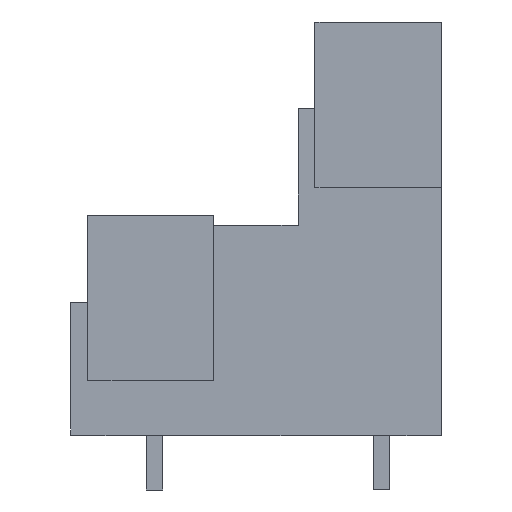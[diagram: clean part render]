
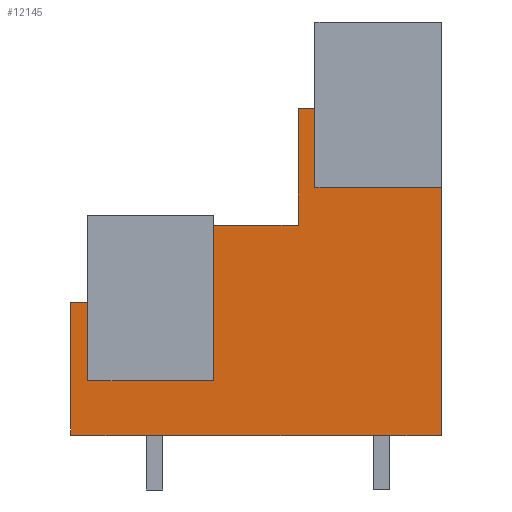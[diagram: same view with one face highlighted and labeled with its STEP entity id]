
A CAD part, left-side view. The second image highlights one B-rep face of the part: STEP entity #12145.
In plain terms, the highlighted planar face has unit normal (-1, 0, 0).
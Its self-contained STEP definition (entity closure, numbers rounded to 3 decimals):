
#12030=AXIS2_PLACEMENT_3D('Plane Axis2P3D',#12027,#12028,#12029) ;
#10143=CARTESIAN_POINT('Vertex',(0.7,7.5,22.6)) ;
#10146=CARTESIAN_POINT('Line Origine',(0.7,7.5,20.275)) ;
#10150=CARTESIAN_POINT('Vertex',(0.7,7.5,17.95)) ;
#10570=CARTESIAN_POINT('Vertex',(0.7,0.,17.95)) ;
#10573=CARTESIAN_POINT('Line Origine',(0.7,0.,10.575)) ;
#10577=CARTESIAN_POINT('Vertex',(0.7,0.,3.2)) ;
#12011=CARTESIAN_POINT('Vertex',(0.7,8.5,22.6)) ;
#12014=CARTESIAN_POINT('Line Origine',(0.7,8.,22.6)) ;
#12027=CARTESIAN_POINT('Axis2P3D Location',(0.7,0.,3.6)) ;
#12032=CARTESIAN_POINT('Line Origine',(0.7,17.,3.2)) ;
#12036=CARTESIAN_POINT('Vertex',(0.7,15.,3.2)) ;
#12038=CARTESIAN_POINT('Vertex',(0.7,19.,3.2)) ;
#12041=CARTESIAN_POINT('Line Origine',(0.7,10.5,3.2)) ;
#12045=CARTESIAN_POINT('Vertex',(0.7,6.,3.2)) ;
#12048=CARTESIAN_POINT('Line Origine',(0.7,4.5,3.2)) ;
#12052=CARTESIAN_POINT('Vertex',(0.7,3.,3.2)) ;
#12055=CARTESIAN_POINT('Line Origine',(0.7,1.5,3.2)) ;
#12060=CARTESIAN_POINT('Line Origine',(0.7,3.75,17.95)) ;
#12065=CARTESIAN_POINT('Line Origine',(0.7,8.5,19.15)) ;
#12069=CARTESIAN_POINT('Vertex',(0.7,8.5,15.7)) ;
#12072=CARTESIAN_POINT('Line Origine',(0.7,11.013,15.7)) ;
#12076=CARTESIAN_POINT('Vertex',(0.7,13.525,15.7)) ;
#12079=CARTESIAN_POINT('Line Origine',(0.7,13.525,11.075)) ;
#12083=CARTESIAN_POINT('Vertex',(0.7,13.525,6.45)) ;
#12086=CARTESIAN_POINT('Line Origine',(0.7,17.25,6.45)) ;
#12090=CARTESIAN_POINT('Vertex',(0.7,20.975,6.45)) ;
#12093=CARTESIAN_POINT('Line Origine',(0.7,20.975,8.775)) ;
#12097=CARTESIAN_POINT('Vertex',(0.7,20.975,11.1)) ;
#12100=CARTESIAN_POINT('Line Origine',(0.7,21.487,11.1)) ;
#12104=CARTESIAN_POINT('Vertex',(0.7,22.,11.1)) ;
#12107=CARTESIAN_POINT('Line Origine',(0.7,22.,7.35)) ;
#12111=CARTESIAN_POINT('Vertex',(0.7,22.,3.6)) ;
#12114=CARTESIAN_POINT('Line Origine',(0.7,22.,3.4)) ;
#12118=CARTESIAN_POINT('Vertex',(0.7,22.,3.2)) ;
#12121=CARTESIAN_POINT('Line Origine',(0.7,20.5,3.2)) ;
#10147=DIRECTION('Vector Direction',(0.,0.,-1.)) ;
#10574=DIRECTION('Vector Direction',(0.,0.,1.)) ;
#12015=DIRECTION('Vector Direction',(0.,1.,0.)) ;
#12028=DIRECTION('Axis2P3D Direction',(-1.,0.,0.)) ;
#12029=DIRECTION('Axis2P3D XDirection',(0.,0.,-1.)) ;
#12033=DIRECTION('Vector Direction',(0.,-1.,0.)) ;
#12042=DIRECTION('Vector Direction',(0.,-1.,0.)) ;
#12049=DIRECTION('Vector Direction',(0.,-1.,0.)) ;
#12056=DIRECTION('Vector Direction',(0.,-1.,0.)) ;
#12061=DIRECTION('Vector Direction',(0.,-1.,0.)) ;
#12066=DIRECTION('Vector Direction',(0.,0.,-1.)) ;
#12073=DIRECTION('Vector Direction',(0.,1.,0.)) ;
#12080=DIRECTION('Vector Direction',(0.,0.,-1.)) ;
#12087=DIRECTION('Vector Direction',(0.,-1.,0.)) ;
#12094=DIRECTION('Vector Direction',(0.,0.,-1.)) ;
#12101=DIRECTION('Vector Direction',(0.,1.,0.)) ;
#12108=DIRECTION('Vector Direction',(0.,0.,1.)) ;
#12115=DIRECTION('Vector Direction',(0.,0.,-1.)) ;
#12122=DIRECTION('Vector Direction',(0.,-1.,0.)) ;
#10148=VECTOR('Line Direction',#10147,1.) ;
#10575=VECTOR('Line Direction',#10574,1.) ;
#12016=VECTOR('Line Direction',#12015,1.) ;
#12034=VECTOR('Line Direction',#12033,1.) ;
#12043=VECTOR('Line Direction',#12042,1.) ;
#12050=VECTOR('Line Direction',#12049,1.) ;
#12057=VECTOR('Line Direction',#12056,1.) ;
#12062=VECTOR('Line Direction',#12061,1.) ;
#12067=VECTOR('Line Direction',#12066,1.) ;
#12074=VECTOR('Line Direction',#12073,1.) ;
#12081=VECTOR('Line Direction',#12080,1.) ;
#12088=VECTOR('Line Direction',#12087,1.) ;
#12095=VECTOR('Line Direction',#12094,1.) ;
#12102=VECTOR('Line Direction',#12101,1.) ;
#12109=VECTOR('Line Direction',#12108,1.) ;
#12116=VECTOR('Line Direction',#12115,1.) ;
#12123=VECTOR('Line Direction',#12122,1.) ;
#12127=ORIENTED_EDGE('',*,*,#12040,.F.) ;
#12128=ORIENTED_EDGE('',*,*,#12047,.T.) ;
#12129=ORIENTED_EDGE('',*,*,#12054,.F.) ;
#12130=ORIENTED_EDGE('',*,*,#12059,.T.) ;
#12131=ORIENTED_EDGE('',*,*,#10579,.T.) ;
#12132=ORIENTED_EDGE('',*,*,#12064,.F.) ;
#12133=ORIENTED_EDGE('',*,*,#10152,.F.) ;
#12134=ORIENTED_EDGE('',*,*,#12018,.T.) ;
#12135=ORIENTED_EDGE('',*,*,#12071,.T.) ;
#12136=ORIENTED_EDGE('',*,*,#12078,.T.) ;
#12137=ORIENTED_EDGE('',*,*,#12085,.T.) ;
#12138=ORIENTED_EDGE('',*,*,#12092,.F.) ;
#12139=ORIENTED_EDGE('',*,*,#12099,.F.) ;
#12140=ORIENTED_EDGE('',*,*,#12106,.T.) ;
#12141=ORIENTED_EDGE('',*,*,#12113,.F.) ;
#12142=ORIENTED_EDGE('',*,*,#12120,.F.) ;
#12143=ORIENTED_EDGE('',*,*,#12125,.T.) ;
#12145=ADVANCED_FACE('Model',(#12144),#12031,.T.) ;
#10152=EDGE_CURVE('',#10144,#10151,#10149,.T.) ;
#10579=EDGE_CURVE('',#10578,#10571,#10576,.T.) ;
#12018=EDGE_CURVE('',#10144,#12012,#12017,.T.) ;
#12040=EDGE_CURVE('',#12037,#12039,#12035,.F.) ;
#12047=EDGE_CURVE('',#12037,#12046,#12044,.T.) ;
#12054=EDGE_CURVE('',#12053,#12046,#12051,.F.) ;
#12059=EDGE_CURVE('',#12053,#10578,#12058,.T.) ;
#12064=EDGE_CURVE('',#10151,#10571,#12063,.T.) ;
#12071=EDGE_CURVE('',#12012,#12070,#12068,.T.) ;
#12078=EDGE_CURVE('',#12070,#12077,#12075,.T.) ;
#12085=EDGE_CURVE('',#12077,#12084,#12082,.T.) ;
#12092=EDGE_CURVE('',#12091,#12084,#12089,.T.) ;
#12099=EDGE_CURVE('',#12098,#12091,#12096,.T.) ;
#12106=EDGE_CURVE('',#12098,#12105,#12103,.T.) ;
#12113=EDGE_CURVE('',#12112,#12105,#12110,.T.) ;
#12120=EDGE_CURVE('',#12119,#12112,#12117,.F.) ;
#12125=EDGE_CURVE('',#12119,#12039,#12124,.T.) ;
#12126=EDGE_LOOP('',(#12127,#12128,#12129,#12130,#12131,#12132,#12133,#12134,#12135,#12136,#12137,#12138,#12139,#12140,#12141,#12142,#12143)) ;
#12144=FACE_OUTER_BOUND('',#12126,.T.) ;
#10149=LINE('Line',#10146,#10148) ;
#10576=LINE('Line',#10573,#10575) ;
#12017=LINE('Line',#12014,#12016) ;
#12035=LINE('Line',#12032,#12034) ;
#12044=LINE('Line',#12041,#12043) ;
#12051=LINE('Line',#12048,#12050) ;
#12058=LINE('Line',#12055,#12057) ;
#12063=LINE('Line',#12060,#12062) ;
#12068=LINE('Line',#12065,#12067) ;
#12075=LINE('Line',#12072,#12074) ;
#12082=LINE('Line',#12079,#12081) ;
#12089=LINE('Line',#12086,#12088) ;
#12096=LINE('Line',#12093,#12095) ;
#12103=LINE('Line',#12100,#12102) ;
#12110=LINE('Line',#12107,#12109) ;
#12117=LINE('Line',#12114,#12116) ;
#12124=LINE('Line',#12121,#12123) ;
#12031=PLANE('',#12030) ;
#10144=VERTEX_POINT('',#10143) ;
#10151=VERTEX_POINT('',#10150) ;
#10571=VERTEX_POINT('',#10570) ;
#10578=VERTEX_POINT('',#10577) ;
#12012=VERTEX_POINT('',#12011) ;
#12037=VERTEX_POINT('',#12036) ;
#12039=VERTEX_POINT('',#12038) ;
#12046=VERTEX_POINT('',#12045) ;
#12053=VERTEX_POINT('',#12052) ;
#12070=VERTEX_POINT('',#12069) ;
#12077=VERTEX_POINT('',#12076) ;
#12084=VERTEX_POINT('',#12083) ;
#12091=VERTEX_POINT('',#12090) ;
#12098=VERTEX_POINT('',#12097) ;
#12105=VERTEX_POINT('',#12104) ;
#12112=VERTEX_POINT('',#12111) ;
#12119=VERTEX_POINT('',#12118) ;
